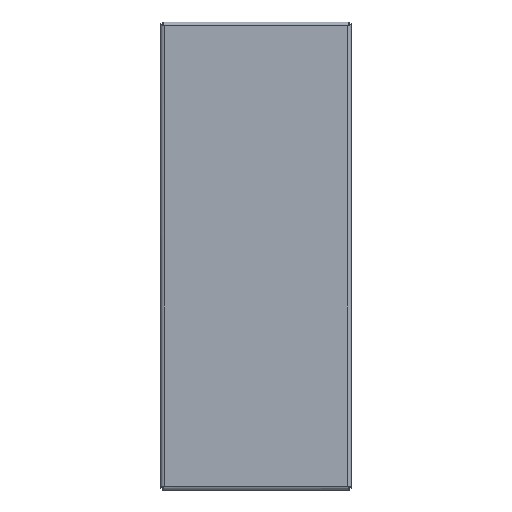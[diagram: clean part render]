
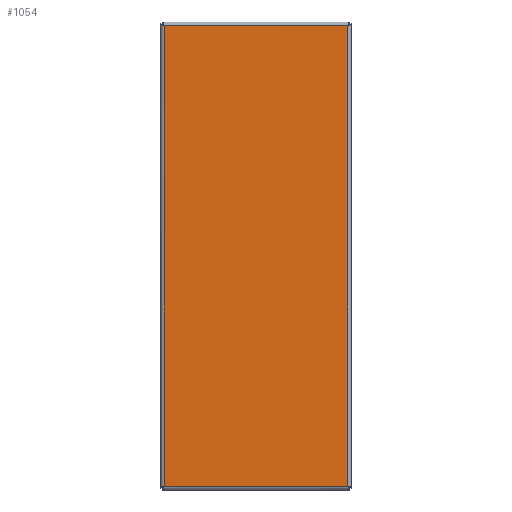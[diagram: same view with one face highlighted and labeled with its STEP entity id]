
A CAD part, top view. The second image highlights one B-rep face of the part: STEP entity #1054.
In plain terms, the highlighted planar face has unit normal (0, 0, 1).
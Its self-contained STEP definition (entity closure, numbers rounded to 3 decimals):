
#130=LINE('',#1879,#229);
#132=LINE('',#1883,#231);
#134=LINE('',#1887,#233);
#136=LINE('',#1891,#235);
#229=VECTOR('',#1287,10.);
#231=VECTOR('',#1293,10.);
#233=VECTOR('',#1299,10.);
#235=VECTOR('',#1305,10.);
#312=FACE_OUTER_BOUND('',#369,.T.);
#369=EDGE_LOOP('',(#833,#834,#835,#836));
#423=VERTEX_POINT('',#1431);
#431=VERTEX_POINT('',#1487);
#446=VERTEX_POINT('',#1626);
#461=VERTEX_POINT('',#1732);
#600=EDGE_CURVE('',#423,#431,#130,.T.);
#602=EDGE_CURVE('',#446,#423,#132,.T.);
#604=EDGE_CURVE('',#461,#446,#134,.T.);
#606=EDGE_CURVE('',#431,#461,#136,.T.);
#833=ORIENTED_EDGE('',*,*,#600,.T.);
#834=ORIENTED_EDGE('',*,*,#606,.T.);
#835=ORIENTED_EDGE('',*,*,#604,.T.);
#836=ORIENTED_EDGE('',*,*,#602,.T.);
#951=PLANE('',#1124);
#1054=ADVANCED_FACE('',(#312),#951,.F.);
#1124=AXIS2_PLACEMENT_3D('',#1894,#1310,#1311);
#1287=DIRECTION('',(1.,0.,0.));
#1293=DIRECTION('',(0.,-1.,0.));
#1299=DIRECTION('',(-1.,0.,0.));
#1305=DIRECTION('',(0.,1.,0.));
#1310=DIRECTION('center_axis',(0.,0.,
-1.));
#1311=DIRECTION('ref_axis',(-1.,0.,0.));
#1431=CARTESIAN_POINT('',(-98.,-246.,55.));
#1487=CARTESIAN_POINT('',(98.,-246.,55.));
#1626=CARTESIAN_POINT('',(-98.,246.,55.));
#1732=CARTESIAN_POINT('',(98.,246.,55.));
#1879=CARTESIAN_POINT('',(-49.,-246.,55.));
#1883=CARTESIAN_POINT('',(-98.,123.,55.));
#1887=CARTESIAN_POINT('',(49.,246.,55.));
#1891=CARTESIAN_POINT('',(98.,-123.,55.));
#1894=CARTESIAN_POINT('Origin',(0.,0.,
55.));
